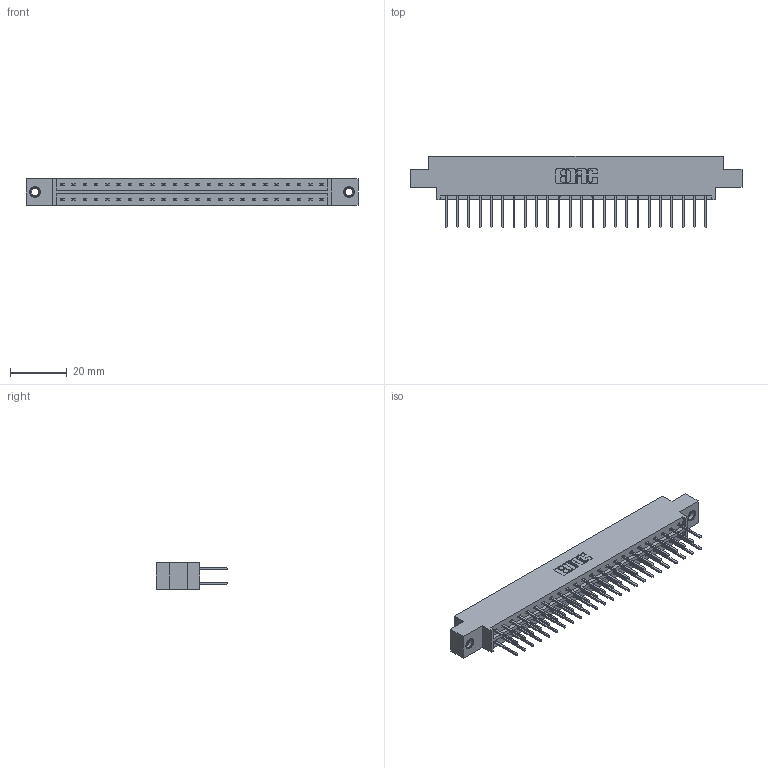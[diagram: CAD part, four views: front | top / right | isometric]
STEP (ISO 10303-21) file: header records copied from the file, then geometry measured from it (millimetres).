
FILE_DESCRIPTION (( 'STEP AP203' ), '1' );
FILE_NAME ('833-048-523-807.STEP', '2020-06-04T15:42:37', ( '' ), ( '' ), 'SwSTEP 2.0', 'SolidWorks 2020', '' );
FILE_SCHEMA (( 'CONFIG_CONTROL_DESIGN' ));
Length unit declared in the file: inch
Products named in the file (4): 833-048-523-807; 345-292-001_345-293-123; 833 Part_Offset - .156 Dia - TI; 345-250-001_345-250-005-103
Assembly tree (51 placements, depth 2):
  833-048-523-807
    833 Part_Offset - .156 Dia - TI
    345-292-001_345-293-123  x48
    345-250-001_345-250-005-103  x2
Bounding box: 116.64 x 25.15 x 9.4 mm (x, y, z)
Volume: 11596.7 mm3; surface area: 14237.4 mm2
Topology: 51 solids, 51 shells, 2674 faces, 7899 edges, 5194 vertices
Faces by surface type: plane 1834, cylinder 824, cone 12, torus 4
Entity records: 19104 total; most frequent: CARTESIAN_POINT 3173, ORIENTED_EDGE 3102, DIRECTION 2773, EDGE_CURVE 1551, VECTOR 1403, LINE 1403, VERTEX_POINT 1028, AXIS2_PLACEMENT_3D 685
